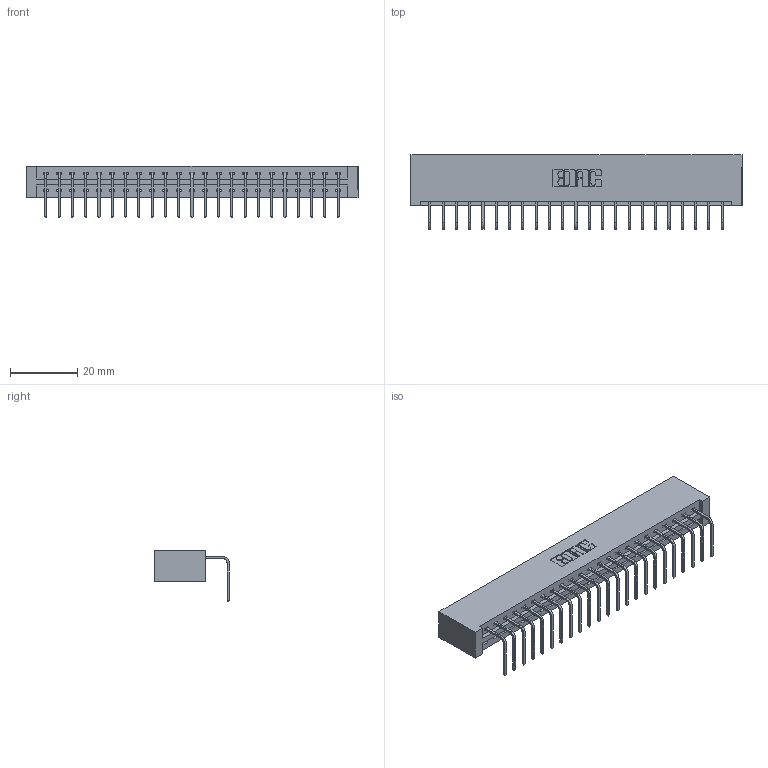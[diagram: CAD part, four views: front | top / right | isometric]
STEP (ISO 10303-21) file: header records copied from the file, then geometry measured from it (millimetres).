
FILE_DESCRIPTION (( 'STEP AP203' ), '1' );
FILE_NAME ('387-023-558-101.STEP', '2019-10-07T18:13:20', ( '' ), ( '' ), 'SwSTEP 2.0', 'SolidWorks 2016', '' );
FILE_SCHEMA (( 'CONFIG_CONTROL_DESIGN' ));
Length unit declared in the file: inch
Products named in the file (3): 345-292-001_558 Tail - 2; 337 Part_No Mounting Lugs; 387-023-558-101
Assembly tree (24 placements, depth 2):
  387-023-558-101
    337 Part_No Mounting Lugs
    345-292-001_558 Tail - 2  x23
Bounding box: 99.01 x 22.17 x 15.37 mm (x, y, z)
Volume: 10867.9 mm3; surface area: 11577.2 mm2
Topology: 24 solids, 24 shells, 1578 faces, 4749 edges, 3134 vertices
Faces by surface type: plane 1170, cylinder 408
Entity records: 19361 total; most frequent: CARTESIAN_POINT 3379, ORIENTED_EDGE 3338, DIRECTION 2875, EDGE_CURVE 1669, LINE 1549, VECTOR 1549, VERTEX_POINT 1110, AXIS2_PLACEMENT_3D 663
